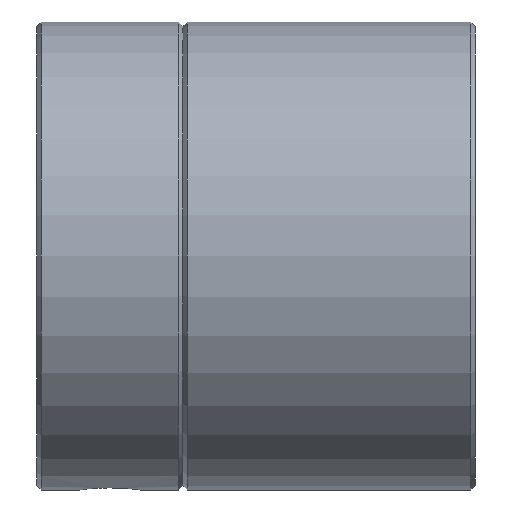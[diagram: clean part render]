
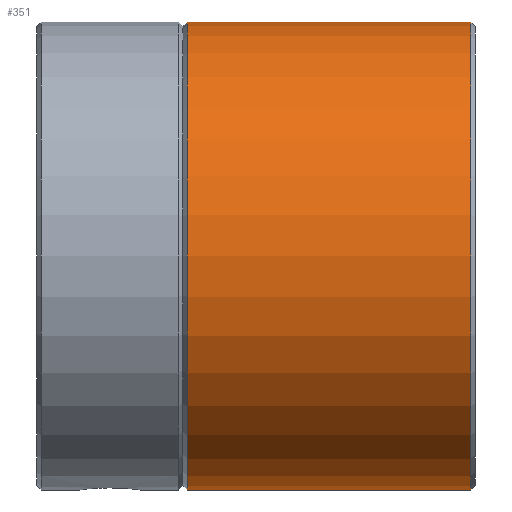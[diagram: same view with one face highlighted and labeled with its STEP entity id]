
A CAD part, left-side view. The second image highlights one B-rep face of the part: STEP entity #351.
In plain terms, the highlighted cylindrical face has radius 16 mm (diameter 32 mm), a partial arc.
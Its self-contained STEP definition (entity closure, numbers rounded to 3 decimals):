
#141 = ORIENTED_EDGE ( 'NONE', *, *, #2788, .T. ) ;
#183 = AXIS2_PLACEMENT_3D ( 'NONE', #2222, #3371, #2811 ) ;
#265 = FACE_OUTER_BOUND ( 'NONE', #1517, .T. ) ;
#279 = DIRECTION ( 'NONE',  ( 0., -1., 0. ) ) ;
#325 = CARTESIAN_POINT ( 'NONE',  ( 0., 0.3, 0. ) ) ;
#351 = ADVANCED_FACE ( 'NONE', ( #265 ), #2504, .T. ) ;
#356 = VERTEX_POINT ( 'NONE', #3032 ) ;
#541 = CARTESIAN_POINT ( 'NONE',  ( 0., 20., 0. ) ) ;
#620 = DIRECTION ( 'NONE',  ( 0., 0., 1. ) ) ;
#890 = CARTESIAN_POINT ( 'NONE',  ( 0., 19.7, -16. ) ) ;
#934 = EDGE_CURVE ( 'NONE', #3310, #3413, #3393, .T. ) ;
#947 = CIRCLE ( 'NONE', #2046, 16. ) ;
#1105 = LINE ( 'NONE', #1876, #2881 ) ;
#1250 = DIRECTION ( 'NONE',  ( 0., 1., 0. ) ) ;
#1391 = DIRECTION ( 'NONE',  ( 0., -1., 0. ) ) ;
#1517 = EDGE_LOOP ( 'NONE', ( #1822, #2597, #141, #2363 ) ) ;
#1656 = DIRECTION ( 'NONE',  ( 0., 0., -1. ) ) ;
#1674 = EDGE_CURVE ( 'NONE', #2370, #356, #947, .T. ) ;
#1777 = DIRECTION ( 'NONE',  ( 0., -1., 0. ) ) ;
#1822 = ORIENTED_EDGE ( 'NONE', *, *, #3171, .F. ) ;
#1861 = CARTESIAN_POINT ( 'NONE',  ( 0., 0.3, -16. ) ) ;
#1876 = CARTESIAN_POINT ( 'NONE',  ( 0., 20., -16. ) ) ;
#2046 = AXIS2_PLACEMENT_3D ( 'NONE', #325, #1250, #620 ) ;
#2222 = CARTESIAN_POINT ( 'NONE',  ( 0., 19.7, 0. ) ) ;
#2363 = ORIENTED_EDGE ( 'NONE', *, *, #1674, .T. ) ;
#2370 = VERTEX_POINT ( 'NONE', #1861 ) ;
#2481 = CARTESIAN_POINT ( 'NONE',  ( 0., 19.7, 16. ) ) ;
#2501 = AXIS2_PLACEMENT_3D ( 'NONE', #541, #1391, #1656 ) ;
#2504 = CYLINDRICAL_SURFACE ( 'NONE', #2501, 16. ) ;
#2597 = ORIENTED_EDGE ( 'NONE', *, *, #934, .T. ) ;
#2607 = VECTOR ( 'NONE', #1777, 1000. ) ;
#2788 = EDGE_CURVE ( 'NONE', #3413, #2370, #1105, .T. ) ;
#2811 = DIRECTION ( 'NONE',  ( 0., 0., 1. ) ) ;
#2881 = VECTOR ( 'NONE', #279, 1000. ) ;
#3032 = CARTESIAN_POINT ( 'NONE',  ( 0., 0.3, 16. ) ) ;
#3171 = EDGE_CURVE ( 'NONE', #3310, #356, #3252, .T. ) ;
#3252 = LINE ( 'NONE', #3536, #2607 ) ;
#3310 = VERTEX_POINT ( 'NONE', #2481 ) ;
#3371 = DIRECTION ( 'NONE',  ( 0., -1., 0. ) ) ;
#3393 = CIRCLE ( 'NONE', #183, 16. ) ;
#3413 = VERTEX_POINT ( 'NONE', #890 ) ;
#3536 = CARTESIAN_POINT ( 'NONE',  ( 0., 20., 16. ) ) ;
